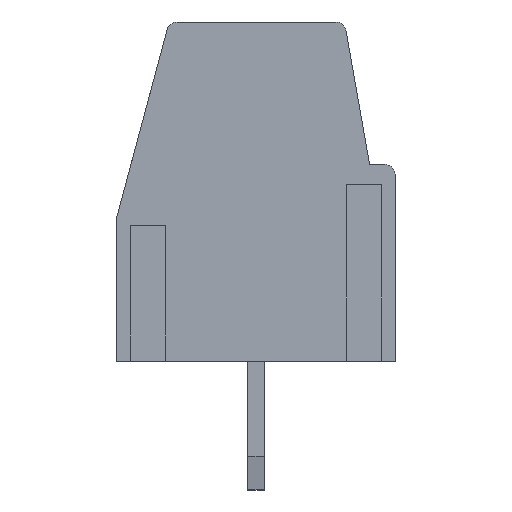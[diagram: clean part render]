
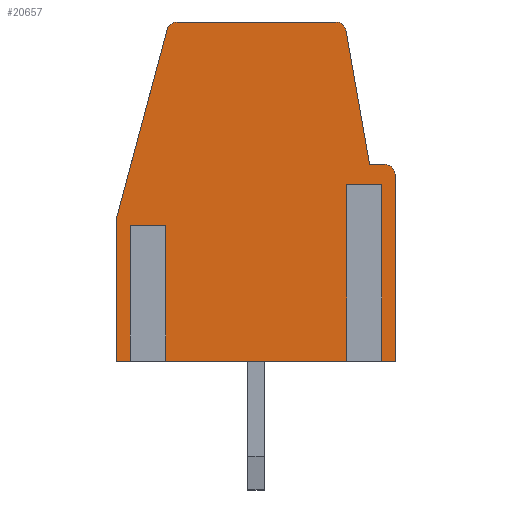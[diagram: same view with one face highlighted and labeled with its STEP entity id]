
A CAD part, left-side view. The second image highlights one B-rep face of the part: STEP entity #20657.
In plain terms, the highlighted planar face has unit normal (-1, 0, 0).
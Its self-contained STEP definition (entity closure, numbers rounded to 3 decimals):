
#18025 = VERTEX_POINT('',#18026);
#18026 = CARTESIAN_POINT('',(-43.179,2.626,9.792));
#18032 = EDGE_CURVE('',#18025,#18033,#18035,.T.);
#18033 = VERTEX_POINT('',#18034);
#18034 = CARTESIAN_POINT('',(-43.179,2.336,10.014));
#18035 = CIRCLE('',#18036,0.3);
#18036 = AXIS2_PLACEMENT_3D('',#18037,#18038,#18039);
#18037 = CARTESIAN_POINT('',(-43.179,2.336,9.714));
#18038 = DIRECTION('',(1.,0.,0.));
#18039 = DIRECTION('',(0.,1.,0.));
#18538 = VERTEX_POINT('',#18539);
#18539 = CARTESIAN_POINT('',(-43.179,-4.093,0.014));
#18545 = EDGE_CURVE('',#18538,#18546,#18548,.T.);
#18546 = VERTEX_POINT('',#18547);
#18547 = CARTESIAN_POINT('',(-43.179,-3.481,0.014));
#18548 = LINE('',#18549,#18550);
#18549 = CARTESIAN_POINT('',(-43.179,-4.093,0.014));
#18550 = VECTOR('',#18551,1.);
#18551 = DIRECTION('',(0.,1.,0.));
#18570 = VERTEX_POINT('',#18571);
#18571 = CARTESIAN_POINT('',(-43.179,-2.881,0.014));
#18577 = EDGE_CURVE('',#18570,#18578,#18580,.T.);
#18578 = VERTEX_POINT('',#18579);
#18579 = CARTESIAN_POINT('',(-43.179,2.894,0.014));
#18580 = LINE('',#18581,#18582);
#18581 = CARTESIAN_POINT('',(-43.179,-4.093,0.014));
#18582 = VECTOR('',#18583,1.);
#18583 = DIRECTION('',(0.,1.,0.));
#18602 = VERTEX_POINT('',#18603);
#18603 = CARTESIAN_POINT('',(-43.179,3.494,0.014));
#18609 = EDGE_CURVE('',#18602,#18610,#18612,.T.);
#18610 = VERTEX_POINT('',#18611);
#18611 = CARTESIAN_POINT('',(-43.179,4.107,0.014));
#18612 = LINE('',#18613,#18614);
#18613 = CARTESIAN_POINT('',(-43.179,-4.093,0.014));
#18614 = VECTOR('',#18615,1.);
#18615 = DIRECTION('',(0.,1.,0.));
#19220 = EDGE_CURVE('',#18610,#19221,#19223,.T.);
#19221 = VERTEX_POINT('',#19222);
#19222 = CARTESIAN_POINT('',(-43.179,4.107,4.264));
#19223 = LINE('',#19224,#19225);
#19224 = CARTESIAN_POINT('',(-43.179,4.107,0.014));
#19225 = VECTOR('',#19226,1.);
#19226 = DIRECTION('',(0.,0.,1.));
#19243 = EDGE_CURVE('',#19221,#18025,#19244,.T.);
#19244 = LINE('',#19245,#19246);
#19245 = CARTESIAN_POINT('',(-43.179,4.107,4.264));
#19246 = VECTOR('',#19247,1.);
#19247 = DIRECTION('',(0.,-0.259,0.966));
#20462 = EDGE_CURVE('',#20463,#18538,#20465,.T.);
#20463 = VERTEX_POINT('',#20464);
#20464 = CARTESIAN_POINT('',(-43.179,-4.093,5.514));
#20465 = LINE('',#20466,#20467);
#20466 = CARTESIAN_POINT('',(-43.179,-4.093,5.814));
#20467 = VECTOR('',#20468,1.);
#20468 = DIRECTION('',(0.,0.,-1.));
#20486 = EDGE_CURVE('',#20487,#20463,#20489,.T.);
#20487 = VERTEX_POINT('',#20488);
#20488 = CARTESIAN_POINT('',(-43.179,-3.793,5.814));
#20489 = CIRCLE('',#20490,0.3);
#20490 = AXIS2_PLACEMENT_3D('',#20491,#20492,#20493);
#20491 = CARTESIAN_POINT('',(-43.179,-3.793,5.514));
#20492 = DIRECTION('',(1.,0.,0.));
#20493 = DIRECTION('',(0.,1.,0.));
#20511 = EDGE_CURVE('',#20512,#20487,#20514,.T.);
#20512 = VERTEX_POINT('',#20513);
#20513 = CARTESIAN_POINT('',(-43.179,-3.343,5.814));
#20514 = LINE('',#20515,#20516);
#20515 = CARTESIAN_POINT('',(-43.179,-3.343,5.814));
#20516 = VECTOR('',#20517,1.);
#20517 = DIRECTION('',(0.,-1.,0.));
#20535 = EDGE_CURVE('',#20536,#20512,#20538,.T.);
#20536 = VERTEX_POINT('',#20537);
#20537 = CARTESIAN_POINT('',(-43.179,-2.646,9.766));
#20538 = LINE('',#20539,#20540);
#20539 = CARTESIAN_POINT('',(-43.179,-2.646,9.766));
#20540 = VECTOR('',#20541,1.);
#20541 = DIRECTION('',(0.,-0.174,-0.985));
#20559 = EDGE_CURVE('',#20560,#20536,#20562,.T.);
#20560 = VERTEX_POINT('',#20561);
#20561 = CARTESIAN_POINT('',(-43.179,-2.351,10.014));
#20562 = CIRCLE('',#20563,0.3);
#20563 = AXIS2_PLACEMENT_3D('',#20564,#20565,#20566);
#20564 = CARTESIAN_POINT('',(-43.179,-2.351,9.714));
#20565 = DIRECTION('',(1.,0.,0.));
#20566 = DIRECTION('',(0.,1.,0.));
#20644 = EDGE_CURVE('',#18033,#20560,#20645,.T.);
#20645 = LINE('',#20646,#20647);
#20646 = CARTESIAN_POINT('',(-43.179,-4.093,10.014));
#20647 = VECTOR('',#20648,1.);
#20648 = DIRECTION('',(0.,-1.,0.));
#20657 = ADVANCED_FACE('',(#20658),#20716,.F.);
#20658 = FACE_BOUND('',#20659,.T.);
#20659 = EDGE_LOOP('',(#20660,#20668,#20676,#20682,#20683,#20684,#20685,
    #20686,#20687,#20688,#20689,#20690,#20691,#20692,#20693,#20701,
    #20709,#20715));
#20660 = ORIENTED_EDGE('',*,*,#20661,.F.);
#20661 = EDGE_CURVE('',#20662,#18570,#20664,.T.);
#20662 = VERTEX_POINT('',#20663);
#20663 = CARTESIAN_POINT('',(-43.179,-2.881,5.214));
#20664 = LINE('',#20665,#20666);
#20665 = CARTESIAN_POINT('',(-43.179,-2.881,5.814));
#20666 = VECTOR('',#20667,1.);
#20667 = DIRECTION('',(0.,0.,-1.));
#20668 = ORIENTED_EDGE('',*,*,#20669,.F.);
#20669 = EDGE_CURVE('',#20670,#20662,#20672,.T.);
#20670 = VERTEX_POINT('',#20671);
#20671 = CARTESIAN_POINT('',(-43.179,-3.481,5.214));
#20672 = LINE('',#20673,#20674);
#20673 = CARTESIAN_POINT('',(-43.179,-4.093,5.214));
#20674 = VECTOR('',#20675,1.);
#20675 = DIRECTION('',(0.,1.,0.));
#20676 = ORIENTED_EDGE('',*,*,#20677,.F.);
#20677 = EDGE_CURVE('',#18546,#20670,#20678,.T.);
#20678 = LINE('',#20679,#20680);
#20679 = CARTESIAN_POINT('',(-43.179,-3.481,5.814));
#20680 = VECTOR('',#20681,1.);
#20681 = DIRECTION('',(0.,0.,1.));
#20682 = ORIENTED_EDGE('',*,*,#18545,.F.);
#20683 = ORIENTED_EDGE('',*,*,#20462,.F.);
#20684 = ORIENTED_EDGE('',*,*,#20486,.F.);
#20685 = ORIENTED_EDGE('',*,*,#20511,.F.);
#20686 = ORIENTED_EDGE('',*,*,#20535,.F.);
#20687 = ORIENTED_EDGE('',*,*,#20559,.F.);
#20688 = ORIENTED_EDGE('',*,*,#20644,.F.);
#20689 = ORIENTED_EDGE('',*,*,#18032,.F.);
#20690 = ORIENTED_EDGE('',*,*,#19243,.F.);
#20691 = ORIENTED_EDGE('',*,*,#19220,.F.);
#20692 = ORIENTED_EDGE('',*,*,#18609,.F.);
#20693 = ORIENTED_EDGE('',*,*,#20694,.F.);
#20694 = EDGE_CURVE('',#20695,#18602,#20697,.T.);
#20695 = VERTEX_POINT('',#20696);
#20696 = CARTESIAN_POINT('',(-43.179,3.494,4.014));
#20697 = LINE('',#20698,#20699);
#20698 = CARTESIAN_POINT('',(-43.179,3.494,5.814));
#20699 = VECTOR('',#20700,1.);
#20700 = DIRECTION('',(0.,0.,-1.));
#20701 = ORIENTED_EDGE('',*,*,#20702,.F.);
#20702 = EDGE_CURVE('',#20703,#20695,#20705,.T.);
#20703 = VERTEX_POINT('',#20704);
#20704 = CARTESIAN_POINT('',(-43.179,2.894,4.014));
#20705 = LINE('',#20706,#20707);
#20706 = CARTESIAN_POINT('',(-43.179,-4.093,4.014));
#20707 = VECTOR('',#20708,1.);
#20708 = DIRECTION('',(0.,1.,0.));
#20709 = ORIENTED_EDGE('',*,*,#20710,.F.);
#20710 = EDGE_CURVE('',#18578,#20703,#20711,.T.);
#20711 = LINE('',#20712,#20713);
#20712 = CARTESIAN_POINT('',(-43.179,2.894,5.814));
#20713 = VECTOR('',#20714,1.);
#20714 = DIRECTION('',(0.,0.,1.));
#20715 = ORIENTED_EDGE('',*,*,#18577,.F.);
#20716 = PLANE('',#20717);
#20717 = AXIS2_PLACEMENT_3D('',#20718,#20719,#20720);
#20718 = CARTESIAN_POINT('',(-43.179,-4.093,5.814));
#20719 = DIRECTION('',(1.,0.,0.));
#20720 = DIRECTION('',(0.,1.,0.));
